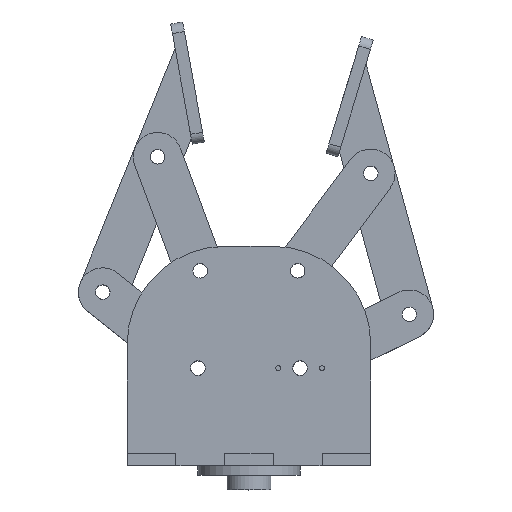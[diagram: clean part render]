
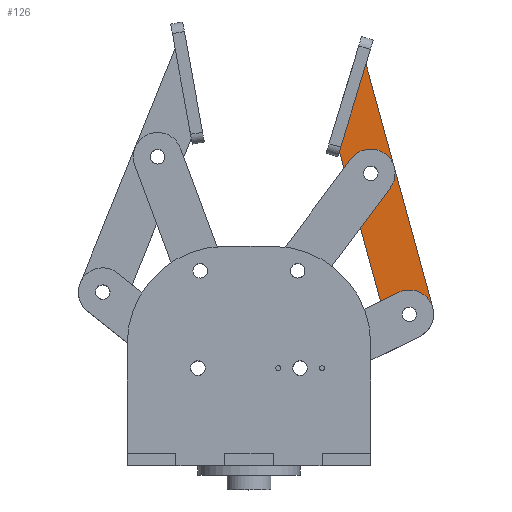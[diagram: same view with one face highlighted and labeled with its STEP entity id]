
A CAD part, top view. The second image highlights one B-rep face of the part: STEP entity #126.
In plain terms, the highlighted planar face has unit normal (0, 0, 1).
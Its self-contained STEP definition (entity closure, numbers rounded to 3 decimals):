
#126 = ADVANCED_FACE ( 'NONE', ( #3451, #1356, #312 ), #2381, .T. ) ;
#220 = AXIS2_PLACEMENT_3D ( 'NONE', #3605, #1251, #3992 ) ;
#247 = EDGE_CURVE ( 'NONE', #2663, #4374, #1898, .T. ) ;
#268 = CARTESIAN_POINT ( 'NONE',  ( -1.5, 0., 2.5 ) ) ;
#312 = FACE_BOUND ( 'NONE', #752, .T. ) ;
#355 = AXIS2_PLACEMENT_3D ( 'NONE', #2749, #396, #3153 ) ;
#365 = CARTESIAN_POINT ( 'NONE',  ( -5., 40.766, 2.5 ) ) ;
#378 = VERTEX_POINT ( 'NONE', #2876 ) ;
#396 = DIRECTION ( 'NONE',  ( 0., 0., 1. ) ) ;
#654 = VERTEX_POINT ( 'NONE', #3798 ) ;
#665 = ORIENTED_EDGE ( 'NONE', *, *, #3892, .F. ) ;
#729 = CARTESIAN_POINT ( 'NONE',  ( -5., 36.081, 2.5 ) ) ;
#749 = DIRECTION ( 'NONE',  ( 0.846, -0.534, 0. ) ) ;
#752 = EDGE_LOOP ( 'NONE', ( #3804, #665 ) ) ;
#885 = CARTESIAN_POINT ( 'NONE',  ( 1.5, 0., 2.5 ) ) ;
#965 = CIRCLE ( 'NONE', #3222, 1.5 ) ;
#1017 = VERTEX_POINT ( 'NONE', #2415 ) ;
#1146 = ORIENTED_EDGE ( 'NONE', *, *, #5088, .F. ) ;
#1170 = ORIENTED_EDGE ( 'NONE', *, *, #3772, .T. ) ;
#1185 = EDGE_LOOP ( 'NONE', ( #1146, #3271 ) ) ;
#1195 = DIRECTION ( 'NONE',  ( 0., 0., 1. ) ) ;
#1233 = DIRECTION ( 'NONE',  ( 0., 0., 1. ) ) ;
#1239 = ORIENTED_EDGE ( 'NONE', *, *, #1324, .T. ) ;
#1251 = DIRECTION ( 'NONE',  ( 0., 0., 1. ) ) ;
#1274 = LINE ( 'NONE', #2201, #2306 ) ;
#1324 = EDGE_CURVE ( 'NONE', #654, #2663, #4582, .T. ) ;
#1337 = VECTOR ( 'NONE', #3023, 1000. ) ;
#1356 = FACE_OUTER_BOUND ( 'NONE', #2592, .T. ) ;
#1452 = VERTEX_POINT ( 'NONE', #4416 ) ;
#1509 = VERTEX_POINT ( 'NONE', #1767 ) ;
#1667 = DIRECTION ( 'NONE',  ( 0., 0., 1. ) ) ;
#1767 = CARTESIAN_POINT ( 'NONE',  ( 1.5, 30., 2.5 ) ) ;
#1774 = VERTEX_POINT ( 'NONE', #268 ) ;
#1898 = LINE ( 'NONE', #3002, #4799 ) ;
#1906 = EDGE_CURVE ( 'NONE', #3784, #3761, #2924, .T. ) ;
#1945 = DIRECTION ( 'NONE',  ( -0.846, 0.534, 0. ) ) ;
#2005 = VECTOR ( 'NONE', #1945, 1000. ) ;
#2201 = CARTESIAN_POINT ( 'NONE',  ( -5., 36.081, 2.5 ) ) ;
#2230 = DIRECTION ( 'NONE',  ( -0.534, -0.846, 0. ) ) ;
#2261 = AXIS2_PLACEMENT_3D ( 'NONE', #3593, #1233, #3977 ) ;
#2306 = VECTOR ( 'NONE', #3007, 1000. ) ;
#2310 = ORIENTED_EDGE ( 'NONE', *, *, #247, .T. ) ;
#2339 = CARTESIAN_POINT ( 'NONE',  ( 5., 0., 2.5 ) ) ;
#2381 = PLANE ( 'NONE',  #2644 ) ;
#2396 = DIRECTION ( 'NONE',  ( 0., 0., 1. ) ) ;
#2415 = CARTESIAN_POINT ( 'NONE',  ( -5., 0., 2.5 ) ) ;
#2423 = VERTEX_POINT ( 'NONE', #885 ) ;
#2592 = EDGE_LOOP ( 'NONE', ( #3965, #4479, #1170, #3032, #1239, #2310, #4221 ) ) ;
#2608 = VECTOR ( 'NONE', #749, 1000. ) ;
#2644 = AXIS2_PLACEMENT_3D ( 'NONE', #3213, #2396, #3578 ) ;
#2663 = VERTEX_POINT ( 'NONE', #4207 ) ;
#2675 = CIRCLE ( 'NONE', #2261, 1.5 ) ;
#2678 = CIRCLE ( 'NONE', #220, 1.5 ) ;
#2722 = CARTESIAN_POINT ( 'NONE',  ( 5., 51.929, 2.5 ) ) ;
#2749 = CARTESIAN_POINT ( 'NONE',  ( 0., 30., 2.5 ) ) ;
#2876 = CARTESIAN_POINT ( 'NONE',  ( 2.886, 53.263, 2.5 ) ) ;
#2910 = EDGE_CURVE ( 'NONE', #1452, #1509, #3689, .T. ) ;
#2924 = LINE ( 'NONE', #4840, #4882 ) ;
#3002 = CARTESIAN_POINT ( 'NONE',  ( -2.886, 39.431, 2.5 ) ) ;
#3007 = DIRECTION ( 'NONE',  ( 0., -1., 0. ) ) ;
#3023 = DIRECTION ( 'NONE',  ( -0.534, -0.846, 0. ) ) ;
#3032 = ORIENTED_EDGE ( 'NONE', *, *, #3711, .T. ) ;
#3153 = DIRECTION ( 'NONE',  ( 1., 0., 0. ) ) ;
#3157 = AXIS2_PLACEMENT_3D ( 'NONE', #4028, #1667, #4433 ) ;
#3213 = CARTESIAN_POINT ( 'NONE',  ( 0., 0., 2.5 ) ) ;
#3222 = AXIS2_PLACEMENT_3D ( 'NONE', #3552, #1195, #3941 ) ;
#3271 = ORIENTED_EDGE ( 'NONE', *, *, #3800, .F. ) ;
#3307 = LINE ( 'NONE', #2722, #2005 ) ;
#3349 = EDGE_CURVE ( 'NONE', #1017, #3784, #4354, .T. ) ;
#3432 = LINE ( 'NONE', #3448, #1337 ) ;
#3448 = CARTESIAN_POINT ( 'NONE',  ( 2.886, 53.263, 2.5 ) ) ;
#3451 = FACE_BOUND ( 'NONE', #1185, .T. ) ;
#3524 = CARTESIAN_POINT ( 'NONE',  ( 5., 51.929, 2.5 ) ) ;
#3552 = CARTESIAN_POINT ( 'NONE',  ( 0., 0., 2.5 ) ) ;
#3578 = DIRECTION ( 'NONE',  ( 1., 0., 0. ) ) ;
#3593 = CARTESIAN_POINT ( 'NONE',  ( 0., 0., 2.5 ) ) ;
#3605 = CARTESIAN_POINT ( 'NONE',  ( 0., 30., 2.5 ) ) ;
#3689 = CIRCLE ( 'NONE', #355, 1.5 ) ;
#3711 = EDGE_CURVE ( 'NONE', #378, #654, #3432, .T. ) ;
#3761 = VERTEX_POINT ( 'NONE', #3524 ) ;
#3772 = EDGE_CURVE ( 'NONE', #3761, #378, #3307, .T. ) ;
#3784 = VERTEX_POINT ( 'NONE', #2339 ) ;
#3798 = CARTESIAN_POINT ( 'NONE',  ( -5., 40.766, 2.5 ) ) ;
#3800 = EDGE_CURVE ( 'NONE', #2423, #1774, #965, .T. ) ;
#3804 = ORIENTED_EDGE ( 'NONE', *, *, #2910, .F. ) ;
#3892 = EDGE_CURVE ( 'NONE', #1509, #1452, #2678, .T. ) ;
#3941 = DIRECTION ( 'NONE',  ( 1., 0., 0. ) ) ;
#3965 = ORIENTED_EDGE ( 'NONE', *, *, #3349, .T. ) ;
#3977 = DIRECTION ( 'NONE',  ( 1., 0., 0. ) ) ;
#3992 = DIRECTION ( 'NONE',  ( 1., 0., 0. ) ) ;
#4028 = CARTESIAN_POINT ( 'NONE',  ( 0., 0., 2.5 ) ) ;
#4090 = DIRECTION ( 'NONE',  ( 0., 1., 0. ) ) ;
#4207 = CARTESIAN_POINT ( 'NONE',  ( -2.886, 39.431, 2.5 ) ) ;
#4221 = ORIENTED_EDGE ( 'NONE', *, *, #4814, .T. ) ;
#4354 = CIRCLE ( 'NONE', #3157, 5. ) ;
#4374 = VERTEX_POINT ( 'NONE', #729 ) ;
#4416 = CARTESIAN_POINT ( 'NONE',  ( -1.5, 30., 2.5 ) ) ;
#4433 = DIRECTION ( 'NONE',  ( 1., 0., 0. ) ) ;
#4479 = ORIENTED_EDGE ( 'NONE', *, *, #1906, .T. ) ;
#4582 = LINE ( 'NONE', #365, #2608 ) ;
#4799 = VECTOR ( 'NONE', #2230, 1000. ) ;
#4814 = EDGE_CURVE ( 'NONE', #4374, #1017, #1274, .T. ) ;
#4840 = CARTESIAN_POINT ( 'NONE',  ( 5., 51.929, 2.5 ) ) ;
#4882 = VECTOR ( 'NONE', #4090, 1000. ) ;
#5088 = EDGE_CURVE ( 'NONE', #1774, #2423, #2675, .T. ) ;
